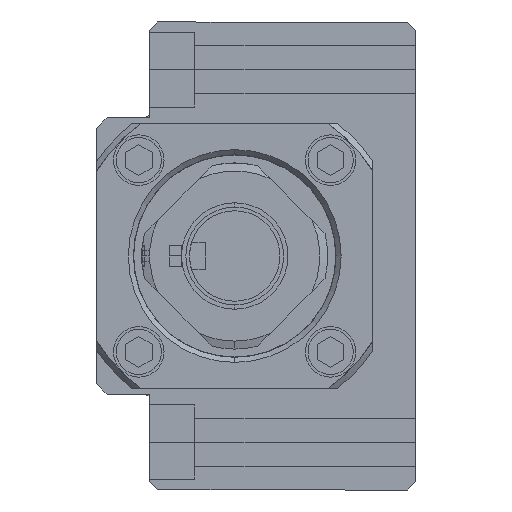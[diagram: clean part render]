
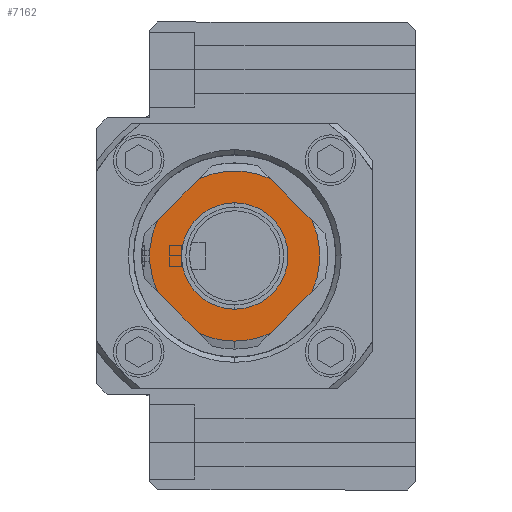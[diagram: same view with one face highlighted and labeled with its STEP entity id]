
A CAD part, left-side view. The second image highlights one B-rep face of the part: STEP entity #7162.
In plain terms, the highlighted face is planar.
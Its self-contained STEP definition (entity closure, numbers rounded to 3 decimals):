
#249 = CARTESIAN_POINT ( 'NONE',  ( 21.213, 0., 16. ) ) ;
#292 = CIRCLE ( 'NONE', #1892, 16. ) ;
#549 = CIRCLE ( 'NONE', #8821, 16. ) ;
#578 = DIRECTION ( 'NONE',  ( 0., 0., -1. ) ) ;
#660 = PLANE ( 'NONE',  #8420 ) ;
#742 = CARTESIAN_POINT ( 'NONE',  ( 0., 0., 16. ) ) ;
#810 = VERTEX_POINT ( 'NONE', #7551 ) ;
#898 = CIRCLE ( 'NONE', #8136, 10. ) ;
#1051 = VERTEX_POINT ( 'NONE', #1128 ) ;
#1119 = ORIENTED_EDGE ( 'NONE', *, *, #6219, .F. ) ;
#1128 = CARTESIAN_POINT ( 'NONE',  ( 14.544, -6.67, 16. ) ) ;
#1138 = ORIENTED_EDGE ( 'NONE', *, *, #6900, .T. ) ;
#1340 = VECTOR ( 'NONE', #1510, 1000. ) ;
#1481 = AXIS2_PLACEMENT_3D ( 'NONE', #8743, #4539, #6713 ) ;
#1510 = DIRECTION ( 'NONE',  ( -0.707, 0.707, 0. ) ) ;
#1531 = FACE_BOUND ( 'NONE', #8554, .T. ) ;
#1598 = EDGE_CURVE ( 'NONE', #5239, #5628, #292, .T. ) ;
#1614 = AXIS2_PLACEMENT_3D ( 'NONE', #7918, #7291, #8682 ) ;
#1647 = CARTESIAN_POINT ( 'NONE',  ( -10., 0., 16. ) ) ;
#1756 = ORIENTED_EDGE ( 'NONE', *, *, #2892, .T. ) ;
#1877 = ORIENTED_EDGE ( 'NONE', *, *, #5393, .T. ) ;
#1892 = AXIS2_PLACEMENT_3D ( 'NONE', #3444, #5658, #2074 ) ;
#1992 = DIRECTION ( 'NONE',  ( -1., 0., 0. ) ) ;
#2011 = DIRECTION ( 'NONE',  ( -1., 0., 0. ) ) ;
#2074 = DIRECTION ( 'NONE',  ( -1., 0., 0. ) ) ;
#2083 = EDGE_CURVE ( 'NONE', #5239, #3986, #7130, .T. ) ;
#2111 = CIRCLE ( 'NONE', #6191, 10. ) ;
#2140 = ORIENTED_EDGE ( 'NONE', *, *, #8437, .F. ) ;
#2157 = DIRECTION ( 'NONE',  ( 0., 0., -1. ) ) ;
#2190 = VECTOR ( 'NONE', #6285, 1000. ) ;
#2287 = CARTESIAN_POINT ( 'NONE',  ( -16., 0., 16. ) ) ;
#2391 = ORIENTED_EDGE ( 'NONE', *, *, #2083, .T. ) ;
#2420 = CARTESIAN_POINT ( 'NONE',  ( -6.67, -14.544, 16. ) ) ;
#2507 = VECTOR ( 'NONE', #8224, 1000. ) ;
#2588 = ORIENTED_EDGE ( 'NONE', *, *, #8423, .T. ) ;
#2637 = VERTEX_POINT ( 'NONE', #6323 ) ;
#2737 = EDGE_CURVE ( 'NONE', #5300, #1051, #3098, .T. ) ;
#2840 = CARTESIAN_POINT ( 'NONE',  ( 0., 0., 16. ) ) ;
#2892 = EDGE_CURVE ( 'NONE', #2637, #8849, #6762, .T. ) ;
#2947 = CARTESIAN_POINT ( 'NONE',  ( 0., 0., 16. ) ) ;
#3051 = CARTESIAN_POINT ( 'NONE',  ( 14.544, 6.67, 16. ) ) ;
#3092 = AXIS2_PLACEMENT_3D ( 'NONE', #3680, #6399, #5081 ) ;
#3098 = LINE ( 'NONE', #4495, #6715 ) ;
#3444 = CARTESIAN_POINT ( 'NONE',  ( 0., 0., 16. ) ) ;
#3456 = CARTESIAN_POINT ( 'NONE',  ( 0., 0., 16. ) ) ;
#3680 = CARTESIAN_POINT ( 'NONE',  ( 0., 0., 16. ) ) ;
#3986 = VERTEX_POINT ( 'NONE', #4165 ) ;
#4165 = CARTESIAN_POINT ( 'NONE',  ( -14.544, 6.67, 16. ) ) ;
#4255 = DIRECTION ( 'NONE',  ( 0., 0., -1. ) ) ;
#4317 = LINE ( 'NONE', #249, #1340 ) ;
#4495 = CARTESIAN_POINT ( 'NONE',  ( 0., -21.213, 16. ) ) ;
#4539 = DIRECTION ( 'NONE',  ( 0., 0., -1. ) ) ;
#4596 = VERTEX_POINT ( 'NONE', #3051 ) ;
#4611 = EDGE_LOOP ( 'NONE', ( #8843, #2391, #5260, #8497, #1756, #1119, #7809, #2140, #1138 ) ) ;
#4761 = EDGE_CURVE ( 'NONE', #7264, #3986, #5976, .T. ) ;
#4947 = DIRECTION ( 'NONE',  ( -1., 0., 0. ) ) ;
#5081 = DIRECTION ( 'NONE',  ( -1., 0., 0. ) ) ;
#5239 = VERTEX_POINT ( 'NONE', #6228 ) ;
#5260 = ORIENTED_EDGE ( 'NONE', *, *, #4761, .F. ) ;
#5285 = DIRECTION ( 'NONE',  ( 0.707, 0.707, 0. ) ) ;
#5289 = EDGE_CURVE ( 'NONE', #2637, #7264, #549, .T. ) ;
#5300 = VERTEX_POINT ( 'NONE', #8981 ) ;
#5393 = EDGE_CURVE ( 'NONE', #810, #6933, #2111, .T. ) ;
#5460 = CARTESIAN_POINT ( 'NONE',  ( -21.213, 0., 16. ) ) ;
#5628 = VERTEX_POINT ( 'NONE', #6935 ) ;
#5658 = DIRECTION ( 'NONE',  ( 0., 0., -1. ) ) ;
#5976 = CIRCLE ( 'NONE', #1481, 16. ) ;
#6191 = AXIS2_PLACEMENT_3D ( 'NONE', #2840, #4255, #2011 ) ;
#6219 = EDGE_CURVE ( 'NONE', #5300, #8849, #7688, .T. ) ;
#6228 = CARTESIAN_POINT ( 'NONE',  ( -6.67, 14.544, 16. ) ) ;
#6285 = DIRECTION ( 'NONE',  ( -0.707, -0.707, 0. ) ) ;
#6323 = CARTESIAN_POINT ( 'NONE',  ( -14.544, -6.67, 16. ) ) ;
#6399 = DIRECTION ( 'NONE',  ( 0., 0., -1. ) ) ;
#6713 = DIRECTION ( 'NONE',  ( -1., 0., 0. ) ) ;
#6715 = VECTOR ( 'NONE', #5285, 1000. ) ;
#6762 = LINE ( 'NONE', #5460, #2507 ) ;
#6900 = EDGE_CURVE ( 'NONE', #4596, #5628, #4317, .T. ) ;
#6933 = VERTEX_POINT ( 'NONE', #1647 ) ;
#6935 = CARTESIAN_POINT ( 'NONE',  ( 6.67, 14.544, 16. ) ) ;
#7130 = LINE ( 'NONE', #8336, #2190 ) ;
#7162 = ADVANCED_FACE ( 'NONE', ( #7639, #1531 ), #660, .F. ) ;
#7264 = VERTEX_POINT ( 'NONE', #2287 ) ;
#7291 = DIRECTION ( 'NONE',  ( 0., 0., -1. ) ) ;
#7551 = CARTESIAN_POINT ( 'NONE',  ( 10., 0., 16. ) ) ;
#7555 = DIRECTION ( 'NONE',  ( 0., 0., -1. ) ) ;
#7601 = DIRECTION ( 'NONE',  ( 0., -1., 0. ) ) ;
#7639 = FACE_OUTER_BOUND ( 'NONE', #4611, .T. ) ;
#7688 = CIRCLE ( 'NONE', #1614, 16. ) ;
#7809 = ORIENTED_EDGE ( 'NONE', *, *, #2737, .T. ) ;
#7918 = CARTESIAN_POINT ( 'NONE',  ( 0., 0., 16. ) ) ;
#8136 = AXIS2_PLACEMENT_3D ( 'NONE', #2947, #2157, #4947 ) ;
#8224 = DIRECTION ( 'NONE',  ( 0.707, -0.707, 0. ) ) ;
#8336 = CARTESIAN_POINT ( 'NONE',  ( 0., 21.213, 16. ) ) ;
#8420 = AXIS2_PLACEMENT_3D ( 'NONE', #742, #7555, #7601 ) ;
#8423 = EDGE_CURVE ( 'NONE', #6933, #810, #898, .T. ) ;
#8437 = EDGE_CURVE ( 'NONE', #4596, #1051, #8726, .T. ) ;
#8497 = ORIENTED_EDGE ( 'NONE', *, *, #5289, .F. ) ;
#8554 = EDGE_LOOP ( 'NONE', ( #1877, #2588 ) ) ;
#8682 = DIRECTION ( 'NONE',  ( -1., 0., 0. ) ) ;
#8726 = CIRCLE ( 'NONE', #3092, 16. ) ;
#8743 = CARTESIAN_POINT ( 'NONE',  ( 0., 0., 16. ) ) ;
#8821 = AXIS2_PLACEMENT_3D ( 'NONE', #3456, #578, #1992 ) ;
#8843 = ORIENTED_EDGE ( 'NONE', *, *, #1598, .F. ) ;
#8849 = VERTEX_POINT ( 'NONE', #2420 ) ;
#8981 = CARTESIAN_POINT ( 'NONE',  ( 6.67, -14.544, 16. ) ) ;
